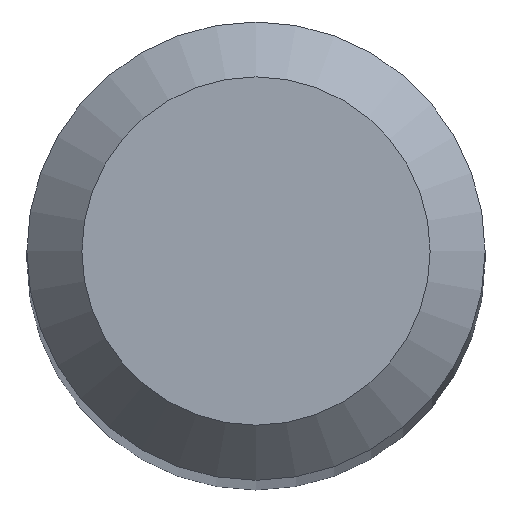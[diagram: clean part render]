
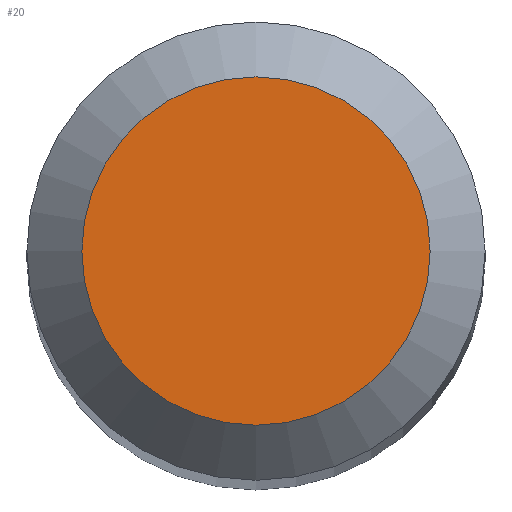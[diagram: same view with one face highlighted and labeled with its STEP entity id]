
A CAD part, top view. The second image highlights one B-rep face of the part: STEP entity #20.
In plain terms, the highlighted planar face has unit normal (0, 0, 1).
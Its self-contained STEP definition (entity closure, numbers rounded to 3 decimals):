
#2 = PLANE ( 'NONE',  #169 ) ;
#8 = EDGE_LOOP ( 'NONE', ( #116 ) ) ;
#14 = DIRECTION ( 'NONE',  ( 0., 0., -1. ) ) ;
#20 = ADVANCED_FACE ( 'NONE', ( #28 ), #2, .F. ) ;
#27 = DIRECTION ( 'NONE',  ( 0., 0., -1. ) ) ;
#28 = FACE_OUTER_BOUND ( 'NONE', #8, .T. ) ;
#30 = EDGE_CURVE ( 'NONE', #203, #203, #71, .T. ) ;
#37 = AXIS2_PLACEMENT_3D ( 'NONE', #167, #14, #81 ) ;
#47 = CARTESIAN_POINT ( 'NONE',  ( 0., 0., 43. ) ) ;
#71 = CIRCLE ( 'NONE', #37, 0.95 ) ;
#81 = DIRECTION ( 'NONE',  ( 0., 1., 0. ) ) ;
#116 = ORIENTED_EDGE ( 'NONE', *, *, #30, .F. ) ;
#154 = CARTESIAN_POINT ( 'NONE',  ( 0., 0.95, 43. ) ) ;
#167 = CARTESIAN_POINT ( 'NONE',  ( 0., 0., 43. ) ) ;
#169 = AXIS2_PLACEMENT_3D ( 'NONE', #47, #27, #170 ) ;
#170 = DIRECTION ( 'NONE',  ( 0., 1., 0. ) ) ;
#203 = VERTEX_POINT ( 'NONE', #154 ) ;
